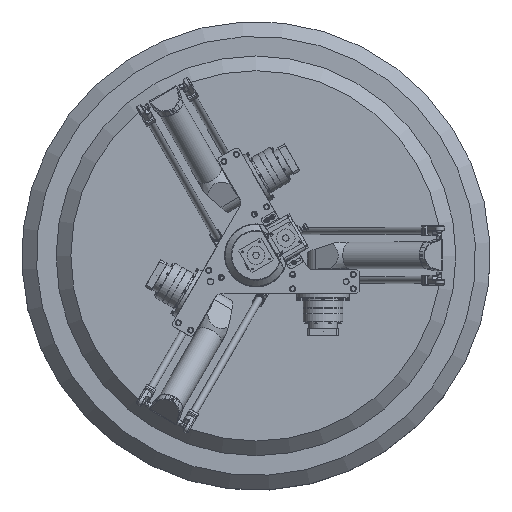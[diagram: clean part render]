
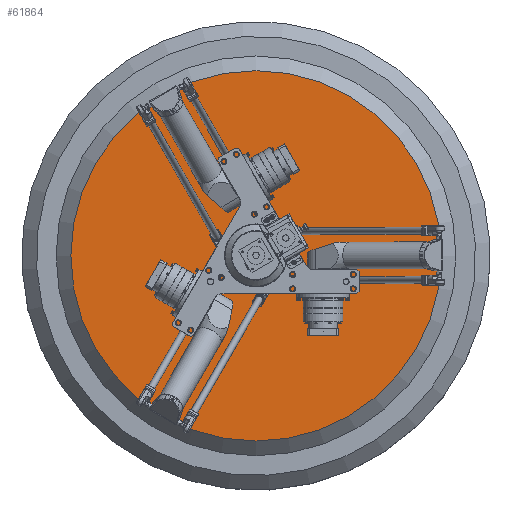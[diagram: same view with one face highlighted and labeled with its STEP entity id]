
A CAD part, top view. The second image highlights one B-rep face of the part: STEP entity #61864.
In plain terms, the highlighted face is planar.
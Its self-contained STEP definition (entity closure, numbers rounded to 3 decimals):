
#3700=PLANE('',#67637);
#7382=FACE_OUTER_BOUND('',#11338,.T.);
#11338=EDGE_LOOP('',(#50060));
#23834=CIRCLE('',#67635,414.9);
#28367=VERTEX_POINT('',#107788);
#35866=EDGE_CURVE('',#28367,#28367,#23834,.T.);
#50060=ORIENTED_EDGE('',*,*,#35866,.T.);
#61864=ADVANCED_FACE('',(#7382),#3700,.T.);
#67635=AXIS2_PLACEMENT_3D('',#107789,#80732,#80733);
#67637=AXIS2_PLACEMENT_3D('',#107793,#80737,#80738);
#80732=DIRECTION('center_axis',(0.,1.,0.));
#80733=DIRECTION('ref_axis',(-1.,0.,0.));
#80737=DIRECTION('center_axis',(0.,1.,0.));
#80738=DIRECTION('ref_axis',(0.,0.,1.));
#107788=CARTESIAN_POINT('',(414.9,350.,0.));
#107789=CARTESIAN_POINT('Origin',(0.,350.,0.));
#107793=CARTESIAN_POINT('Origin',(-207.45,350.,0.));
